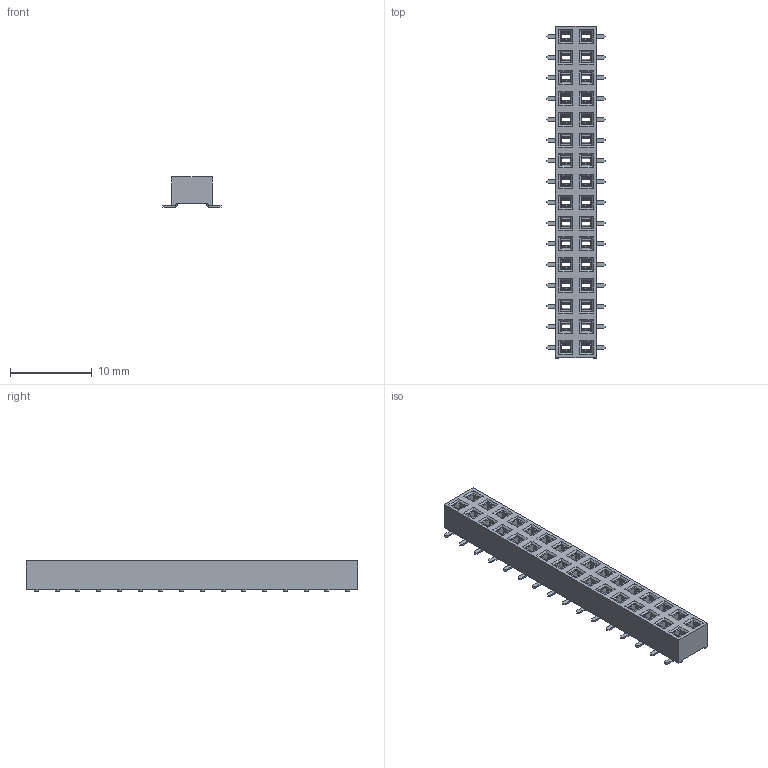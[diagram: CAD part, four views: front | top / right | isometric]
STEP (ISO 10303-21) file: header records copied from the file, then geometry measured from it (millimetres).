
FILE_DESCRIPTION(/* description */ ('Unknown'),/* implementation_level */ '2;1');
FILE_NAME(/* name */ 'J_Wurth_WR-PHD_610032243021',/* time_stamp */ '2025-04-21T13:56:07+08:00',/* author */ ('Unknown'),/* organization */ ('Unknown'),/* preprocessor_version */ 'ST-DEVELOPER v19.4',/* originating_system */ 'Solid Edge',/* authorisation */ 'Unknown');
FILE_SCHEMA (('AUTOMOTIVE_DESIGN {1 0 10303 214 3 1 1}'));
Products named in the file (2): J_Wurth_WR-PHD_610032243021
Assembly tree (1 placements, depth 2):
  J_Wurth_WR-PHD_610032243021
    J_Wurth_WR-PHD_610032243021
Bounding box: 7.21 x 40.64 x 3.7 mm (x, y, z)
Volume: 567.1 mm3; surface area: 2005.7 mm2
Topology: 33 solids, 33 shells, 2698 faces, 7288 edges, 4624 vertices
Faces by surface type: plane 1928, cylinder 770
Entity records: 83798 total; most frequent: CARTESIAN_POINT 14612, ORIENTED_EDGE 14576, DIRECTION 14228, EDGE_CURVE 7288, LINE 5748, VECTOR 5748, VERTEX_POINT 4624, AXIS2_PLACEMENT_3D 4240
